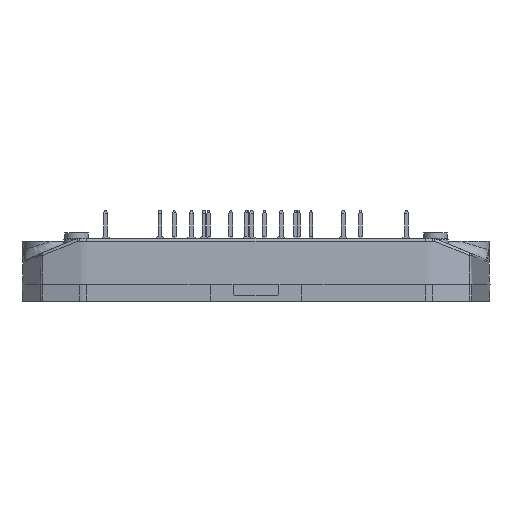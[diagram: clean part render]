
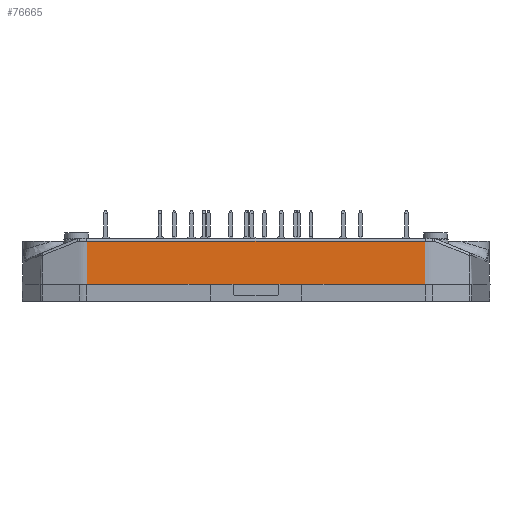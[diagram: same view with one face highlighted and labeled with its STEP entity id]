
A CAD part, front view. The second image highlights one B-rep face of the part: STEP entity #76665.
In plain terms, the highlighted planar face has unit normal (0, -1, 0.026).
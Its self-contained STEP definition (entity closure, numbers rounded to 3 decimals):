
#4162=LINE('',#110561,#9028);
#4170=LINE('',#110594,#9036);
#4298=LINE('',#111644,#9164);
#4302=LINE('',#111656,#9168);
#4310=LINE('',#111765,#9176);
#4311=LINE('',#111767,#9177);
#4312=LINE('',#111768,#9178);
#4313=LINE('',#111770,#9179);
#4314=LINE('',#111772,#9180);
#4315=LINE('',#111773,#9181);
#9028=VECTOR('',#89331,1000.);
#9036=VECTOR('',#89355,1000.);
#9164=VECTOR('',#89807,1000.);
#9168=VECTOR('',#89815,1000.);
#9176=VECTOR('',#89827,1000.);
#9177=VECTOR('',#89828,1000.);
#9178=VECTOR('',#89829,1000.);
#9179=VECTOR('',#89830,1000.);
#9180=VECTOR('',#89831,1000.);
#9181=VECTOR('',#89832,1000.);
#18356=ORIENTED_EDGE('',*,*,#32709,.F.);
#18357=ORIENTED_EDGE('',*,*,#32710,.T.);
#18358=ORIENTED_EDGE('',*,*,#32436,.F.);
#18359=ORIENTED_EDGE('',*,*,#32711,.F.);
#18360=ORIENTED_EDGE('',*,*,#32712,.T.);
#18361=ORIENTED_EDGE('',*,*,#32713,.T.);
#18362=ORIENTED_EDGE('',*,*,#32696,.T.);
#18363=ORIENTED_EDGE('',*,*,#32714,.F.);
#18364=ORIENTED_EDGE('',*,*,#32690,.F.);
#18365=ORIENTED_EDGE('',*,*,#32423,.F.);
#32423=EDGE_CURVE('',#39871,#39872,#4162,.T.);
#32436=EDGE_CURVE('',#39881,#39882,#4170,.T.);
#32690=EDGE_CURVE('',#39872,#40032,#4298,.T.);
#32696=EDGE_CURVE('',#40038,#40037,#4302,.T.);
#32709=EDGE_CURVE('',#40049,#39871,#4310,.T.);
#32710=EDGE_CURVE('',#40049,#39882,#4311,.F.);
#32711=EDGE_CURVE('',#40050,#39881,#4312,.F.);
#32712=EDGE_CURVE('',#40050,#40051,#4313,.T.);
#32713=EDGE_CURVE('',#40051,#40038,#4314,.T.);
#32714=EDGE_CURVE('',#40032,#40037,#4315,.T.);
#39871=VERTEX_POINT('',#110560);
#39872=VERTEX_POINT('',#110562);
#39881=VERTEX_POINT('',#110595);
#39882=VERTEX_POINT('',#110596);
#40032=VERTEX_POINT('',#111645);
#40037=VERTEX_POINT('',#111655);
#40038=VERTEX_POINT('',#111657);
#40049=VERTEX_POINT('',#111766);
#40050=VERTEX_POINT('',#111769);
#40051=VERTEX_POINT('',#111771);
#46850=EDGE_LOOP('',(#18356,#18357,#18358,#18359,#18360,#18361,#18362,#18363,
#18364,#18365));
#50174=FACE_BOUND('',#46850,.T.);
#52661=PLANE('',#80833);
#76665=ADVANCED_FACE('',(#50174),#52661,.T.);
#80833=AXIS2_PLACEMENT_3D('',#111764,#89825,#89826);
#89331=DIRECTION('',(-1.,0.,0.));
#89355=DIRECTION('',(1.,0.,0.));
#89807=DIRECTION('',(-1.,0.,0.));
#89815=DIRECTION('',(1.,0.,0.));
#89825=DIRECTION('',(0.,-1.,0.026));
#89826=DIRECTION('',(0.,0.026,1.));
#89827=DIRECTION('',(-1.,0.,0.));
#89828=DIRECTION('',(0.006,-0.026,-1.));
#89829=DIRECTION('',(-0.006,-0.026,-1.));
#89830=DIRECTION('',(1.,0.,0.));
#89831=DIRECTION('',(1.,0.,0.));
#89832=DIRECTION('',(-1.,0.,0.));
#110560=CARTESIAN_POINT('',(29.513,-30.776,2.02));
#110561=CARTESIAN_POINT('',(17.961,-30.776,2.02));
#110562=CARTESIAN_POINT('',(8.,-30.776,2.02));
#110594=CARTESIAN_POINT('',(27.533,-30.58,9.533));
#110595=CARTESIAN_POINT('',(-29.469,-30.58,9.533));
#110596=CARTESIAN_POINT('',(29.469,-30.58,9.533));
#111644=CARTESIAN_POINT('',(17.961,-30.776,2.02));
#111645=CARTESIAN_POINT('',(4.,-30.776,2.02));
#111655=CARTESIAN_POINT('',(-4.,-30.776,2.02));
#111656=CARTESIAN_POINT('',(-17.961,-30.776,2.02));
#111657=CARTESIAN_POINT('',(-8.,-30.776,2.02));
#111764=CARTESIAN_POINT('',(17.961,-30.776,2.02));
#111765=CARTESIAN_POINT('',(17.961,-30.776,2.02));
#111766=CARTESIAN_POINT('',(29.513,-30.776,2.02));
#111767=CARTESIAN_POINT('',(29.512,-30.775,2.087));
#111768=CARTESIAN_POINT('',(-29.512,-30.775,2.087));
#111769=CARTESIAN_POINT('',(-29.513,-30.776,2.02));
#111770=CARTESIAN_POINT('',(-17.961,-30.776,2.02));
#111771=CARTESIAN_POINT('',(-29.513,-30.776,2.02));
#111772=CARTESIAN_POINT('',(-17.961,-30.776,2.02));
#111773=CARTESIAN_POINT('',(-17.961,-30.776,2.02));
